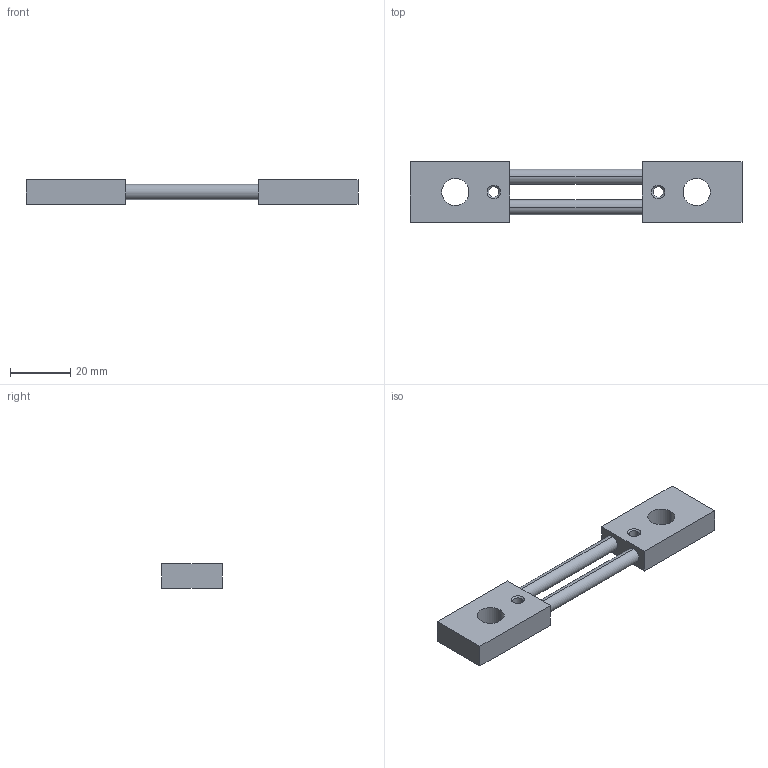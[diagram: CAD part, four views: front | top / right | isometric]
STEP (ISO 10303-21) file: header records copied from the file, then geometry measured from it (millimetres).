
FILE_DESCRIPTION (( 'STEP AP214' ), '1' );
FILE_NAME ('YN01-17505WL2000ST.STEP', '2025-02-17T18:56:18', ( '' ), ( '' ), 'SwSTEP 2.0', 'SolidWorks 2021', '' );
FILE_SCHEMA (( 'AUTOMOTIVE_DESIGN' ));
Length unit declared in the file: inch
Products named in the file (1): YN01-17505WL2000ST
Bounding box: 110 x 20 x 8 mm (x, y, z)
Volume: 11100.4 mm3; surface area: 6131.5 mm2
Topology: 1 solids, 5 shells, 48 faces, 102 edges, 66 vertices
Faces by surface type: cylinder 20, plane 20, cone 8
Entity records: 1360 total; most frequent: DIRECTION 250, CARTESIAN_POINT 217, ORIENTED_EDGE 204, EDGE_CURVE 102, AXIS2_PLACEMENT_3D 99, VERTEX_POINT 66, EDGE_LOOP 60, VECTOR 52
